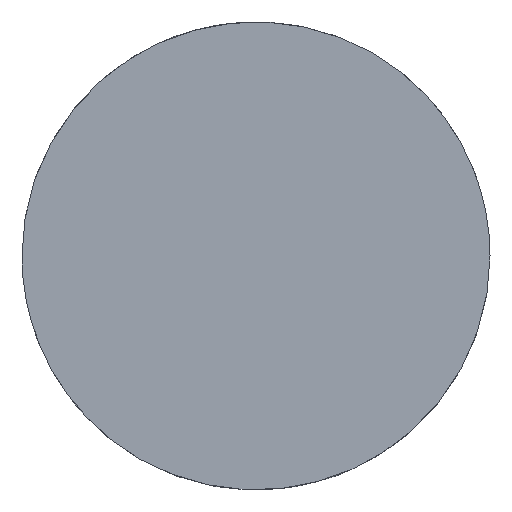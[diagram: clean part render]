
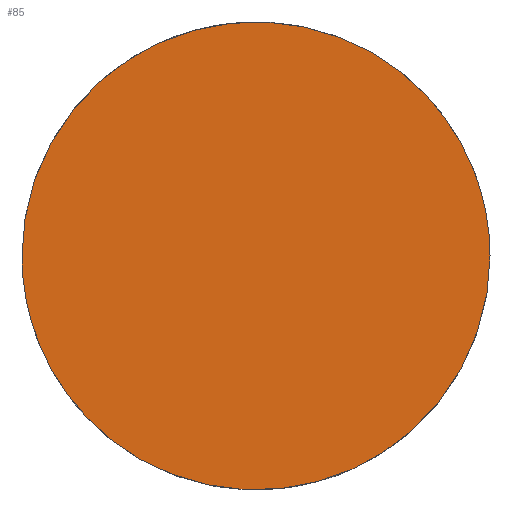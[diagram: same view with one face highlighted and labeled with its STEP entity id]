
A CAD part, top view. The second image highlights one B-rep face of the part: STEP entity #85.
In plain terms, the highlighted planar face has unit normal (0.018, 0, 1).
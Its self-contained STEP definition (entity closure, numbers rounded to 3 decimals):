
#2 = EDGE_CURVE ( 'NONE', #26, #41, #121, .T. ) ;
#17 = CARTESIAN_POINT ( 'NONE',  ( 12.5, 25., 3. ) ) ;
#21 = AXIS2_PLACEMENT_3D ( 'NONE', #78, #56, #79 ) ;
#26 = VERTEX_POINT ( 'NONE', #177 ) ;
#27 = EDGE_CURVE ( 'NONE', #41, #26, #211, .T. ) ;
#38 = CARTESIAN_POINT ( 'NONE',  ( 12.5, 0., 3. ) ) ;
#41 = VERTEX_POINT ( 'NONE', #195 ) ;
#54 = PLANE ( 'NONE',  #21 ) ;
#56 = DIRECTION ( 'NONE',  ( -0.018, 0., -1. ) ) ;
#76 = CARTESIAN_POINT ( 'NONE',  ( -12.5, 25., 3.458 ) ) ;
#78 = CARTESIAN_POINT ( 'NONE',  ( 12.5, -25., 3. ) ) ;
#79 = DIRECTION ( 'NONE',  ( -1., 0., 0.018 ) ) ;
#85 = ADVANCED_FACE ( 'NONE', ( #166 ), #54, .F. ) ;
#101 = CARTESIAN_POINT ( 'NONE',  ( 12.5, 0., 3. ) ) ;
#105 = CARTESIAN_POINT ( 'NONE',  ( -12.5, -25., 3.458 ) ) ;
#121 =( BOUNDED_CURVE ( )  B_SPLINE_CURVE ( 3, ( #208, #76, #17, #38 ),
 .UNSPECIFIED., .F., .T. ) 
 B_SPLINE_CURVE_WITH_KNOTS ( ( 4, 4 ),
 ( 3.142, 6.283 ),
 .UNSPECIFIED. ) 
 CURVE ( )  GEOMETRIC_REPRESENTATION_ITEM ( )  RATIONAL_B_SPLINE_CURVE ( ( 1., 0.333, 0.333, 1. ) ) 
 REPRESENTATION_ITEM ( '' )  );
#128 = ORIENTED_EDGE ( 'NONE', *, *, #2, .F. ) ;
#166 = FACE_OUTER_BOUND ( 'NONE', #199, .T. ) ;
#177 = CARTESIAN_POINT ( 'NONE',  ( -12.5, 0., 3.458 ) ) ;
#195 = CARTESIAN_POINT ( 'NONE',  ( 12.5, 0., 3. ) ) ;
#196 = CARTESIAN_POINT ( 'NONE',  ( 12.5, -25., 3. ) ) ;
#199 = EDGE_LOOP ( 'NONE', ( #128, #214 ) ) ;
#208 = CARTESIAN_POINT ( 'NONE',  ( -12.5, 0., 3.458 ) ) ;
#211 =( BOUNDED_CURVE ( )  B_SPLINE_CURVE ( 3, ( #101, #196, #105, #230 ),
 .UNSPECIFIED., .F., .T. ) 
 B_SPLINE_CURVE_WITH_KNOTS ( ( 4, 4 ),
 ( 0., 3.142 ),
 .UNSPECIFIED. ) 
 CURVE ( )  GEOMETRIC_REPRESENTATION_ITEM ( )  RATIONAL_B_SPLINE_CURVE ( ( 1., 0.333, 0.333, 1. ) ) 
 REPRESENTATION_ITEM ( '' )  );
#214 = ORIENTED_EDGE ( 'NONE', *, *, #27, .F. ) ;
#230 = CARTESIAN_POINT ( 'NONE',  ( -12.5, 0., 3.458 ) ) ;
